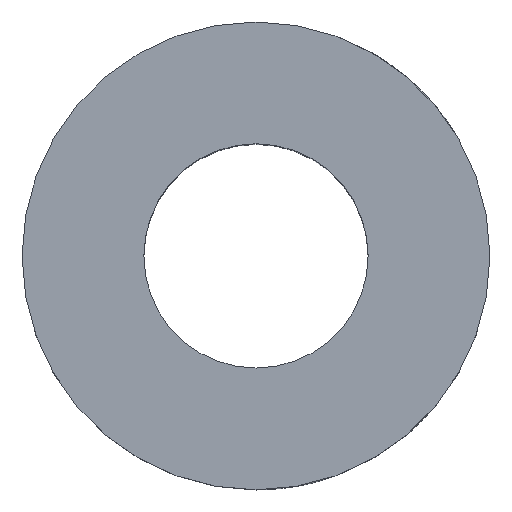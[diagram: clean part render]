
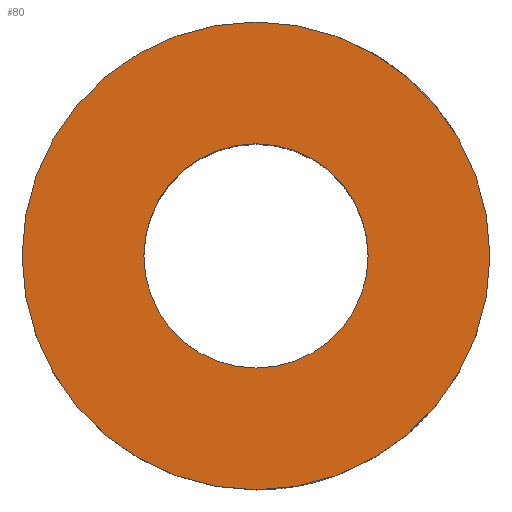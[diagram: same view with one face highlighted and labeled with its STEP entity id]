
A CAD part, top view. The second image highlights one B-rep face of the part: STEP entity #80.
In plain terms, the highlighted planar face has unit normal (0, 0, 1).
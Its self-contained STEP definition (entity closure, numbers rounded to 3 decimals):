
#7 = EDGE_CURVE ( 'NONE', #16, #1537, #150, .T. ) ;
#16 = VERTEX_POINT ( 'NONE', #222 ) ;
#27 = EDGE_LOOP ( 'NONE', ( #72, #1585 ) ) ;
#61 = EDGE_CURVE ( 'NONE', #812, #723, #986, .T. ) ;
#72 = ORIENTED_EDGE ( 'NONE', *, *, #61, .F. ) ;
#80 = ADVANCED_FACE ( 'NONE', ( #1048, #1049 ), #1050, .F. ) ;
#137 = CIRCLE ( 'NONE', #138, 36.5 ) ;
#138 = AXIS2_PLACEMENT_3D ( 'NONE', #139, #140, #141 ) ;
#139 = CARTESIAN_POINT ( 'NONE',  ( 0., 0., 0. ) ) ;
#140 = DIRECTION ( 'NONE',  ( 0., 0., 1. ) ) ;
#141 = DIRECTION ( 'NONE',  ( 0., -1., 0. ) ) ;
#150 = CIRCLE ( 'NONE', #151, 36.5 ) ;
#151 = AXIS2_PLACEMENT_3D ( 'NONE', #152, #153, #154 ) ;
#152 = CARTESIAN_POINT ( 'NONE',  ( 0., 0., 0. ) ) ;
#153 = DIRECTION ( 'NONE',  ( 0., 0., 1. ) ) ;
#154 = DIRECTION ( 'NONE',  ( 0., -1., 0. ) ) ;
#222 = CARTESIAN_POINT ( 'NONE',  ( 0., -36.5, 0. ) ) ;
#472 = CARTESIAN_POINT ( 'NONE',  ( 0., 36.5, 0. ) ) ;
#473 = CIRCLE ( 'NONE', #474, 17.5 ) ;
#474 = AXIS2_PLACEMENT_3D ( 'NONE', #475, #476, #477 ) ;
#475 = CARTESIAN_POINT ( 'NONE',  ( 0., 0., 0. ) ) ;
#476 = DIRECTION ( 'NONE',  ( 0., 0., 1. ) ) ;
#477 = DIRECTION ( 'NONE',  ( 0., -1., 0. ) ) ;
#502 = EDGE_LOOP ( 'NONE', ( #524, #1440 ) ) ;
#524 = ORIENTED_EDGE ( 'NONE', *, *, #7, .T. ) ;
#723 = VERTEX_POINT ( 'NONE', #876 ) ;
#812 = VERTEX_POINT ( 'NONE', #926 ) ;
#876 = CARTESIAN_POINT ( 'NONE',  ( 0., 17.5, 0. ) ) ;
#884 = EDGE_CURVE ( 'NONE', #1537, #16, #137, .T. ) ;
#926 = CARTESIAN_POINT ( 'NONE',  ( 0., -17.5, 0. ) ) ;
#986 = CIRCLE ( 'NONE', #987, 17.5 ) ;
#987 = AXIS2_PLACEMENT_3D ( 'NONE', #988, #989, #990 ) ;
#988 = CARTESIAN_POINT ( 'NONE',  ( 0., 0., 0. ) ) ;
#989 = DIRECTION ( 'NONE',  ( 0., 0., 1. ) ) ;
#990 = DIRECTION ( 'NONE',  ( 0., -1., 0. ) ) ;
#1048 = FACE_BOUND ( 'NONE', #27, .T. ) ;
#1049 = FACE_OUTER_BOUND ( 'NONE', #502, .T. ) ;
#1050 = PLANE ( 'NONE',  #1051 ) ;
#1051 = AXIS2_PLACEMENT_3D ( 'NONE', #1052, #1053, #1054 ) ;
#1052 = CARTESIAN_POINT ( 'NONE',  ( 0., 36.5, 0. ) ) ;
#1053 = DIRECTION ( 'NONE',  ( 0., 0., -1. ) ) ;
#1054 = DIRECTION ( 'NONE',  ( 0., 1., 0. ) ) ;
#1440 = ORIENTED_EDGE ( 'NONE', *, *, #884, .T. ) ;
#1537 = VERTEX_POINT ( 'NONE', #472 ) ;
#1585 = ORIENTED_EDGE ( 'NONE', *, *, #1603, .F. ) ;
#1603 = EDGE_CURVE ( 'NONE', #723, #812, #473, .T. ) ;
